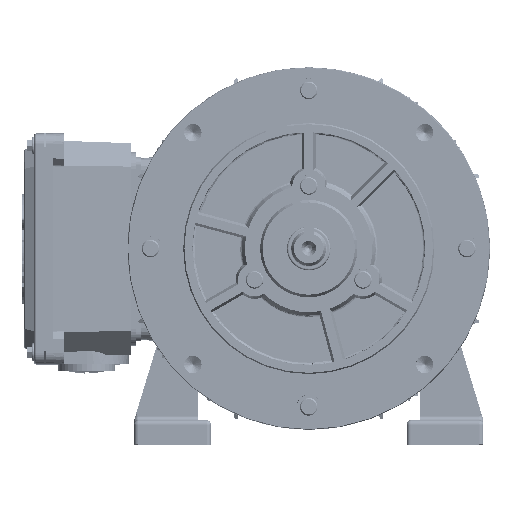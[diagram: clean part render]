
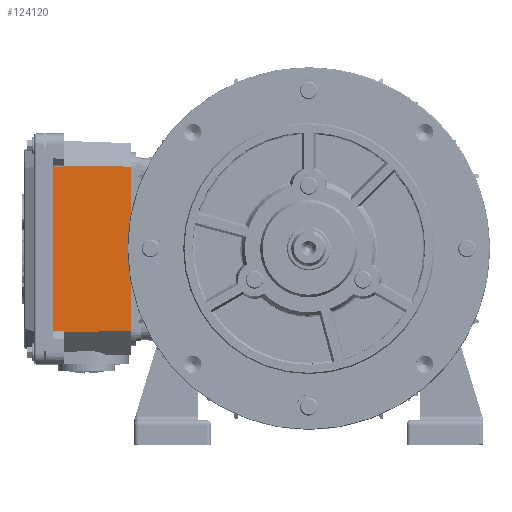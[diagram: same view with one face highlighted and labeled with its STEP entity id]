
A CAD part, top view. The second image highlights one B-rep face of the part: STEP entity #124120.
In plain terms, the highlighted face is planar.
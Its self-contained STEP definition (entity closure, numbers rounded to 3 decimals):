
#30476 = CARTESIAN_POINT ( 'NONE',  ( 49.325, -37.513, -5. ) ) ;
#30531 = CARTESIAN_POINT ( 'NONE',  ( 48.086, 37.414, -40.5 ) ) ;
#30536 = CARTESIAN_POINT ( 'NONE',  ( 48.086, -37.414, -40.5 ) ) ;
#30560 = PLANE ( 'NONE',  #30569 ) ;
#30563 = FACE_OUTER_BOUND ( 'NONE', #124145, .T. ) ;
#30565 = CARTESIAN_POINT ( 'NONE',  ( 49.5, 38., 0. ) ) ;
#30569 = AXIS2_PLACEMENT_3D ( 'NONE', #30565, #30572, #30613 ) ;
#30570 = DIRECTION ( 'NONE',  ( 0., 1., 0. ) ) ;
#30572 = DIRECTION ( 'NONE',  ( 0.999, 0., -0.035 ) ) ;
#30573 = VECTOR ( 'NONE', #30604, 1000. ) ;
#30574 = CARTESIAN_POINT ( 'NONE',  ( 49.151, -37.313, -10. ) ) ;
#30579 = VECTOR ( 'NONE', #30570, 1000. ) ;
#30580 = CARTESIAN_POINT ( 'NONE',  ( 48.086, -49.5, -40.5 ) ) ;
#30581 = LINE ( 'NONE', #30580, #30579 ) ;
#30604 = DIRECTION ( 'NONE',  ( 0.035, -0.014, 0.999 ) ) ;
#30607 = DIRECTION ( 'NONE',  ( 0., 1., 0. ) ) ;
#30608 = VECTOR ( 'NONE', #30607, 1000. ) ;
#30609 = CARTESIAN_POINT ( 'NONE',  ( 49.5, -38., 0. ) ) ;
#30610 = LINE ( 'NONE', #30609, #30573 ) ;
#30611 = CARTESIAN_POINT ( 'NONE',  ( 49.151, 38., -10. ) ) ;
#30612 = LINE ( 'NONE', #30611, #30608 ) ;
#30613 = DIRECTION ( 'NONE',  ( -0.035, 0., -0.999 ) ) ;
#30630 = DIRECTION ( 'NONE',  ( 0., -1., 0. ) ) ;
#30631 = VECTOR ( 'NONE', #30630, 1000. ) ;
#30632 = CARTESIAN_POINT ( 'NONE',  ( 49.325, 38., -5. ) ) ;
#30633 = LINE ( 'NONE', #30632, #30631 ) ;
#30634 = CARTESIAN_POINT ( 'NONE',  ( 49.325, 37.513, -5. ) ) ;
#30649 = DIRECTION ( 'NONE',  ( 0.035, 0.014, 0.999 ) ) ;
#30650 = VECTOR ( 'NONE', #30649, 1000. ) ;
#30652 = CARTESIAN_POINT ( 'NONE',  ( 49.5, 38., 0. ) ) ;
#30653 = CARTESIAN_POINT ( 'NONE',  ( 49.151, -37.855, -10. ) ) ;
#30655 = LINE ( 'NONE', #30652, #30650 ) ;
#30656 = DIRECTION ( 'NONE',  ( -0.035, 0.04, -0.999 ) ) ;
#30657 = VECTOR ( 'NONE', #30656, 1000. ) ;
#30661 = CARTESIAN_POINT ( 'NONE',  ( 49.395, -37.592, -3.009 ) ) ;
#30662 = LINE ( 'NONE', #30661, #30657 ) ;
#30676 = CARTESIAN_POINT ( 'NONE',  ( 49.151, 37.855, -10. ) ) ;
#30706 = DIRECTION ( 'NONE',  ( 0.035, 0.04, 0.999 ) ) ;
#30707 = VECTOR ( 'NONE', #30706, 1000. ) ;
#30708 = CARTESIAN_POINT ( 'NONE',  ( 49.5, 37.712, 0.011 ) ) ;
#30709 = LINE ( 'NONE', #30708, #30707 ) ;
#30710 = DIRECTION ( 'NONE',  ( 0., -1., 0. ) ) ;
#30711 = VECTOR ( 'NONE', #30710, 1000. ) ;
#30712 = CARTESIAN_POINT ( 'NONE',  ( 49.151, 38., -10. ) ) ;
#30713 = LINE ( 'NONE', #30712, #30711 ) ;
#30720 = CARTESIAN_POINT ( 'NONE',  ( 49.151, 37.313, -10. ) ) ;
#124039 = VERTEX_POINT ( 'NONE', #30476 ) ;
#124094 = VERTEX_POINT ( 'NONE', #30536 ) ;
#124103 = VERTEX_POINT ( 'NONE', #30531 ) ;
#124108 = EDGE_CURVE ( 'NONE', #124094, #124103, #30581, .T. ) ;
#124118 = VERTEX_POINT ( 'NONE', #30574 ) ;
#124120 = ADVANCED_FACE ( 'NONE', ( #30563 ), #30560, .T. ) ;
#124121 = ORIENTED_EDGE ( 'NONE', *, *, #124108, .T. ) ;
#124122 = ORIENTED_EDGE ( 'NONE', *, *, #124154, .T. ) ;
#124123 = ORIENTED_EDGE ( 'NONE', *, *, #124180, .T. ) ;
#124125 = EDGE_CURVE ( 'NONE', #124188, #124118, #30612, .T. ) ;
#124129 = ORIENTED_EDGE ( 'NONE', *, *, #124125, .F. ) ;
#124132 = EDGE_CURVE ( 'NONE', #124094, #124188, #30610, .T. ) ;
#124145 = EDGE_LOOP ( 'NONE', ( #124122, #124123, #124129, #124237, #124121, #124245, #124238, #124255 ) ) ;
#124154 = EDGE_CURVE ( 'NONE', #124159, #124039, #30633, .T. ) ;
#124159 = VERTEX_POINT ( 'NONE', #30634 ) ;
#124180 = EDGE_CURVE ( 'NONE', #124039, #124118, #30662, .T. ) ;
#124185 = EDGE_CURVE ( 'NONE', #124103, #124241, #30655, .T. ) ;
#124188 = VERTEX_POINT ( 'NONE', #30653 ) ;
#124237 = ORIENTED_EDGE ( 'NONE', *, *, #124132, .F. ) ;
#124238 = ORIENTED_EDGE ( 'NONE', *, *, #124246, .T. ) ;
#124240 = VERTEX_POINT ( 'NONE', #30720 ) ;
#124241 = VERTEX_POINT ( 'NONE', #30676 ) ;
#124245 = ORIENTED_EDGE ( 'NONE', *, *, #124185, .T. ) ;
#124246 = EDGE_CURVE ( 'NONE', #124241, #124240, #30713, .T. ) ;
#124250 = EDGE_CURVE ( 'NONE', #124240, #124159, #30709, .T. ) ;
#124255 = ORIENTED_EDGE ( 'NONE', *, *, #124250, .T. ) ;
